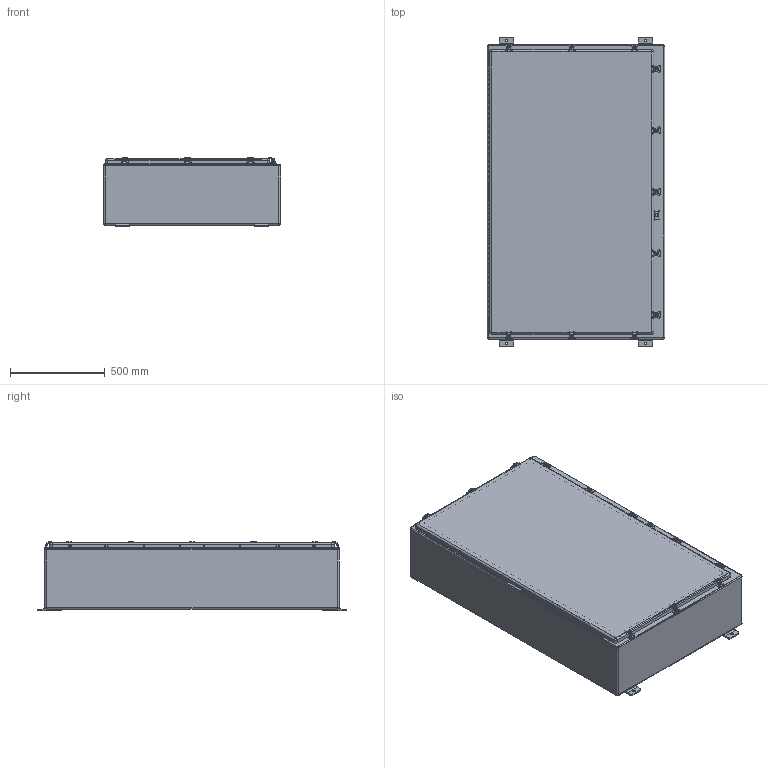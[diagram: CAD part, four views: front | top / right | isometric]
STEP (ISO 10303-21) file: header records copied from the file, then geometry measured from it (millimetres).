
FILE_DESCRIPTION (( 'STEP AP214' ), '1' );
FILE_NAME ('T603612HWT.STEP', '2018-11-08T15:07:21', ( '' ), ( '' ), 'SwSTEP 2.0', 'SolidWorks 2018', '' );
FILE_SCHEMA (( 'AUTOMOTIVE_DESIGN' ));
Length unit declared in the file: inch
Products named in the file (1): T603612HWT
Bounding box: 933.45 x 1625.6 x 364.89 mm (x, y, z)
Volume: 23571176.7 mm3; surface area: 9982293.9 mm2
Topology: 127 solids, 127 shells, 3110 faces, 7644 edges, 4681 vertices
Faces by surface type: cylinder 1300, plane 1190, bspline 520, torus 72, cone 28
Full cylindrical faces by diameter (mm): 1.587 x34, 1.588 x10, 1.651 x16, 3.175 x98, 3.302 x86, 3.429 x22, 3.5 x22, 3.556 x64, 3.969 x22, 4.762 x22, 5.08 x22, 5.105 x9, 5.11 x1, 6.35 x1, 7.544 x16, 8.64 x2, 9.525 x8, 10.312 x1, 12.7 x4
Entity records: 148461 total; most frequent: CARTESIAN_POINT 37175, DIRECTION 14033, ORIENTED_EDGE 13646, EDGE_CURVE 6823, AXIS2_PLACEMENT_3D 5377, VERTEX_POINT 4601, EDGE_LOOP 4446, FACE_OUTER_BOUND 3697
